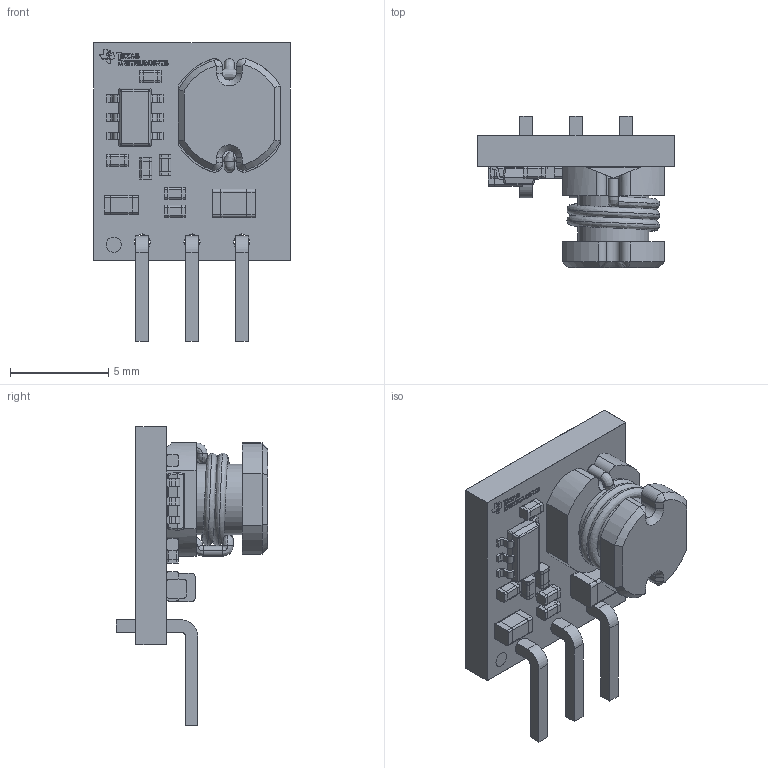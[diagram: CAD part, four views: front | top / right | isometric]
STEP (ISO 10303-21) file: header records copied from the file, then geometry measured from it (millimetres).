
FILE_DESCRIPTION(/* description */ (''),/* implementation_level */ '2;1');
FILE_NAME(/* name */ 'Texas Instruments TPSM84205EAB.stp',/* time_stamp */ '2020-10-25T00:16:01-04:00',/* author */ ('rabri'),/* organization */ (''),/* preprocessor_version */ 'ST-DEVELOPER v18',/* originating_system */ 'Autodesk Inventor 2020',/* authorisation */ '');
FILE_SCHEMA (('AUTOMOTIVE_DESIGN { 1 0 10303 214 3 1 1 }'));
Length unit declared in the file: millimetre
Products named in the file (39): Texas Instruments TPSM84205EAB; LEAD-SIPMOD; FREE-MODELS_ASM; 1488469224_ASM; EXTRUDED-30932; R2_ASM; R1_ASM; C5_ASM; 1488470176_ASM; EXTRUDED-30068; 1488470312_ASM; EXTRUDED-30440; C4_ASM; C3_ASM; 1488470040_ASM; EXTRUDED-29614; 1488469904_ASM; EXTRUDED-29242; C2_ASM; C1_ASM; 1488469496_ASM; EXTRUDED-28788; 1488469360_ASM; EXTRUDED-28416; U1-DDC6A_ASM; DDC0006A_ASM; DDC0006A_2; DDC0006A_1; L1_ASM; WE-PD2-M_ASM; WE-PD2-M_2; WE-PD2-M_1; R3_ASM; 1488469768_ASM; EXTRUDED-1112; 1488469632_ASM; EXTRUDED-740; PCB; logo
Assembly tree (61 placements, depth 4):
  Texas Instruments TPSM84205EAB
    LEAD-SIPMOD  x3
    FREE-MODELS_ASM
      1488469224_ASM
        EXTRUDED-30932
    R2_ASM
      1488469632_ASM  x2
        EXTRUDED-740
      1488469768_ASM
        EXTRUDED-1112
    R1_ASM
      1488469360_ASM  x2
        EXTRUDED-28416
      1488469496_ASM
        EXTRUDED-28788
    C5_ASM
      1488470176_ASM
        EXTRUDED-30068
      1488470312_ASM  x2
        EXTRUDED-30440
    C4_ASM
      1488469360_ASM  x2
        EXTRUDED-28416
      1488469496_ASM
        EXTRUDED-28788
    C3_ASM
      1488469904_ASM  x2
        EXTRUDED-29242
      1488470040_ASM
        EXTRUDED-29614
    C2_ASM
      1488469360_ASM  x2
        EXTRUDED-28416
      1488469496_ASM
        EXTRUDED-28788
    C1_ASM
      1488469360_ASM  x2
        EXTRUDED-28416
      1488469496_ASM
        EXTRUDED-28788
    U1-DDC6A_ASM
      DDC0006A_ASM
        DDC0006A_2
        DDC0006A_1  x6
    L1_ASM
      WE-PD2-M_ASM
        WE-PD2-M_2
        WE-PD2-M_1
    R3_ASM
      1488469632_ASM  x2
        EXTRUDED-740
      1488469768_ASM
        EXTRUDED-1112
    PCB
    logo
Bounding box: 10 x 7.73 x 15.2 mm (x, y, z)
Volume: 292.3 mm3; surface area: 677.4 mm2
Topology: 57 solids, 58 shells, 953 faces, 2444 edges, 1600 vertices
Faces by surface type: plane 555, bspline 186, cylinder 180, sphere 16, cone 10, torus 6
Full cylindrical faces by diameter (mm): 0.769 x1, 0.813 x3, 3.6 x1
Entity records: 32189 total; most frequent: CARTESIAN_POINT 14458, ORIENTED_EDGE 3645, DIRECTION 2928, EDGE_CURVE 1824, LINE 1214, VECTOR 1214, VERTEX_POINT 1192, AXIS2_PLACEMENT_3D 857
